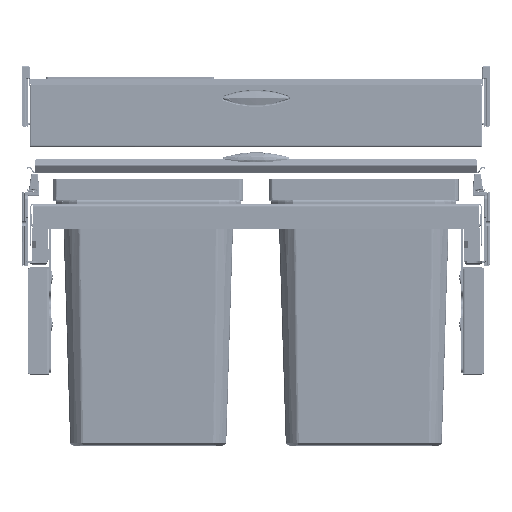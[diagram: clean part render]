
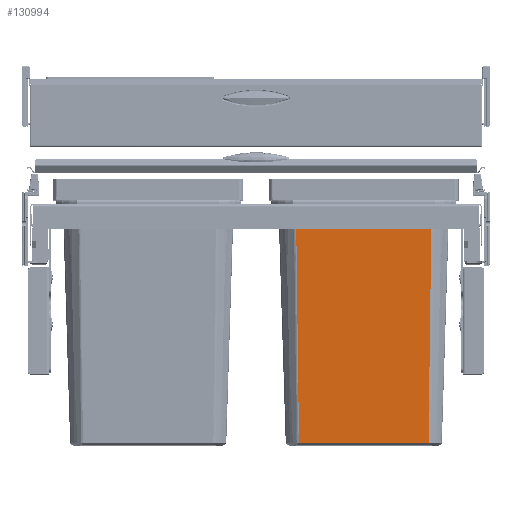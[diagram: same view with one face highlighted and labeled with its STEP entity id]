
A CAD part, top view. The second image highlights one B-rep face of the part: STEP entity #130994.
In plain terms, the highlighted planar face has unit normal (0, -0.031, 1).
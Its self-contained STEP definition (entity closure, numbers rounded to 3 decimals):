
#24281=EDGE_CURVE('9833',#68544,#68541,#68545,.T.);
#24333=EDGE_CURVE('9781',#68541,#68612,#68615,.T.);
#24335=EDGE_CURVE('9817',#68617,#68612,#68618,.T.);
#24337=EDGE_CURVE('9786',#68544,#68617,#68620,.T.);
#68541=VERTEX_POINT('',#130203);
#68544=VERTEX_POINT('',#130214);
#68545=LINE('',#130215,#130216);
#68612=VERTEX_POINT('',#130408);
#68615=B_SPLINE_CURVE_WITH_KNOTS('',3,(#130417,#130418,#130419,#130420,#130421,#130422),.UNSPECIFIED.,.F.,.F.,(4,1,1,4),(0.0,0.333,0.667,1.0),.UNSPECIFIED.);
#68617=VERTEX_POINT('',#130425);
#68618=LINE('',#130426,#130427);
#68620=B_SPLINE_CURVE_WITH_KNOTS('',3,(#130430,#130431,#130432,#130433,#130434,#130435),.UNSPECIFIED.,.F.,.F.,(4,1,1,4),(0.0,0.333,0.667,1.0),.UNSPECIFIED.);
#130203=CARTESIAN_POINT('',(48.371,9.8,-11.429));
#130214=CARTESIAN_POINT('',(213.229,9.8,-11.429));
#130215=CARTESIAN_POINT('',(213.229,9.8,-11.429));
#130216=VECTOR('',#232639,164.857);
#130408=CARTESIAN_POINT('',(52.22,-290.329,-20.784));
#130417=CARTESIAN_POINT('',(48.371,9.8,-11.429));
#130418=CARTESIAN_POINT('',(48.817,-25.284,-12.522));
#130419=CARTESIAN_POINT('',(49.696,-94.295,-14.673));
#130420=CARTESIAN_POINT('',(50.978,-194.335,-17.792));
#130421=CARTESIAN_POINT('',(51.809,-258.716,-19.799));
#130422=CARTESIAN_POINT('',(52.22,-290.329,-20.784));
#130425=CARTESIAN_POINT('',(209.38,-290.329,-20.784));
#130426=CARTESIAN_POINT('',(209.38,-290.329,-20.784));
#130427=VECTOR('',#232651,157.161);
#130430=CARTESIAN_POINT('',(213.229,9.8,-11.429));
#130431=CARTESIAN_POINT('',(212.783,-25.284,-12.522));
#130432=CARTESIAN_POINT('',(211.904,-94.295,-14.673));
#130433=CARTESIAN_POINT('',(210.622,-194.335,-17.792));
#130434=CARTESIAN_POINT('',(209.791,-258.716,-19.799));
#130435=CARTESIAN_POINT('',(209.38,-290.329,-20.784));
#130994=ADVANCED_FACE('7138',(#233013),#233014,.T.);
#232639=DIRECTION('',(-1.0,0.0,0.0));
#232651=DIRECTION('',(-1.0,0.0,0.0));
#233013=FACE_OUTER_BOUND('',#298451,.T.);
#233014=PLANE('',#298452);
#298451=EDGE_LOOP('',(#329682,#329683,#329684,#329685));
#298452=AXIS2_PLACEMENT_3D('',#329686,#329687,#329688);
#329682=ORIENTED_EDGE('',*,*,#24335,.F.);
#329683=ORIENTED_EDGE('',*,*,#24337,.F.);
#329684=ORIENTED_EDGE('',*,*,#24281,.T.);
#329685=ORIENTED_EDGE('',*,*,#24333,.T.);
#329686=CARTESIAN_POINT('',(130.8,-130.469,-15.801));
#329687=DIRECTION('',(0.0,-0.031,1.));
#329688=DIRECTION('',(1.0,0.0,0.0));
